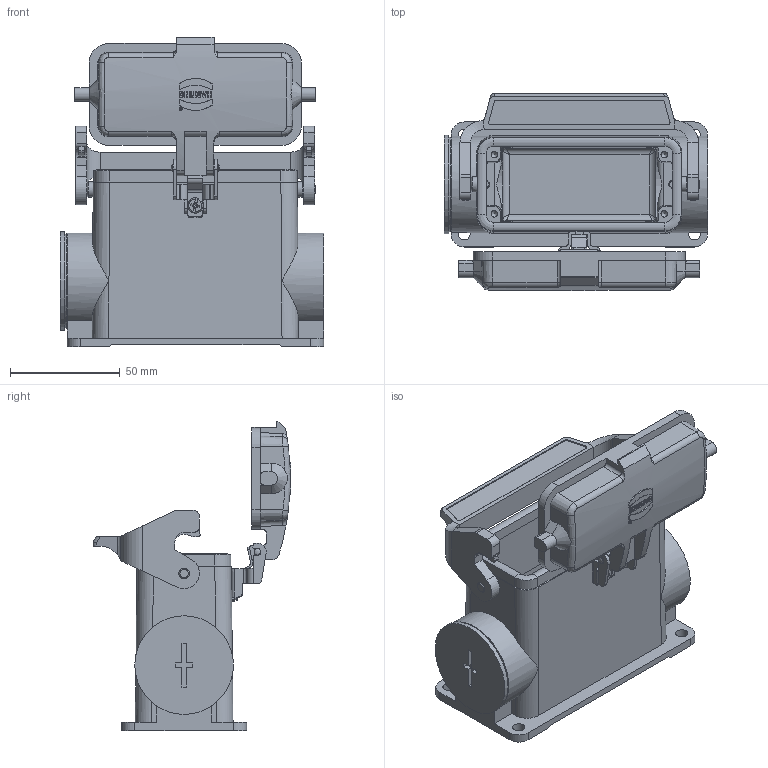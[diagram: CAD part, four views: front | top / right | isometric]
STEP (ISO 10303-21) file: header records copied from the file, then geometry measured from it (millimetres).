
FILE_DESCRIPTION((''),'2;1');
FILE_NAME('05300162272.stp','2020-07-09T12:53:20',('e.eickhoff'),(''),'Autodesk Inventor 2012','Autodesk Inventor 2012','');
FILE_SCHEMA(('AUTOMOTIVE_DESIGN { 1 0 10303 214 1 1 1 1 }'));
Length unit declared in the file: millimetre
Products named in the file (3): 05300162272; KBRM40
Assembly tree (2 placements, depth 2):
  05300162272
    05300162272
    KBRM40
Bounding box: 120 x 90.18 x 141.28 mm (x, y, z)
Volume: 160041.5 mm3; surface area: 90096.2 mm2
Topology: 4 solids, 4 shells, 678 faces, 1840 edges, 1195 vertices
Faces by surface type: plane 396, cylinder 203, cone 39, bspline 28, torus 10, sphere 2
Full cylindrical faces by diameter (mm): 1.006 x1, 1.477 x1, 3 x6, 4 x2, 4.8 x2, 5.6 x4, 7 x3, 40.5 x3, 43 x1, 45 x1
Entity records: 23157 total; most frequent: CARTESIAN_POINT 5534, ORIENTED_EDGE 3554, DIRECTION 3528, EDGE_CURVE 1777, AXIS2_PLACEMENT_3D 1193, VERTEX_POINT 1173, VECTOR 1142, LINE 1142
